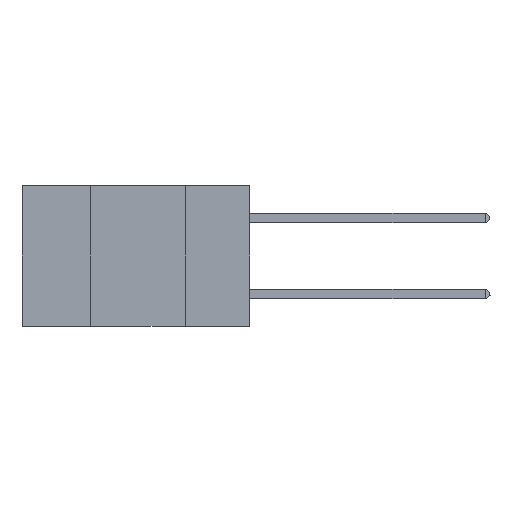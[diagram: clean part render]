
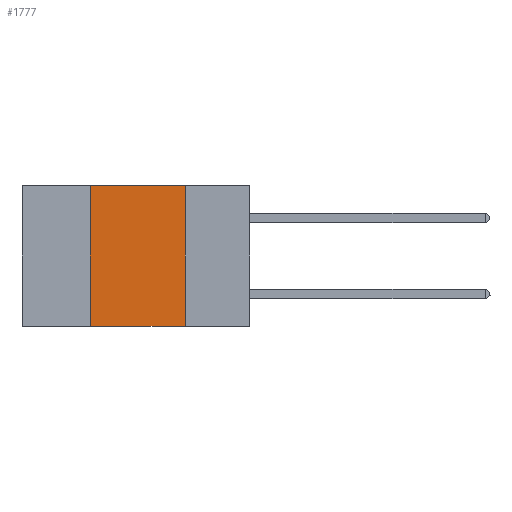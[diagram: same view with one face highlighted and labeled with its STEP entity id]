
A CAD part, left-side view. The second image highlights one B-rep face of the part: STEP entity #1777.
In plain terms, the highlighted planar face has unit normal (-1, 0, 0).
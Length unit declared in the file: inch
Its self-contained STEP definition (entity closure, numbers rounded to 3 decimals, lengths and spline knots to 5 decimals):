
#421 = CARTESIAN_POINT ( 'NONE',  ( 0., 0.17, -0.37 ) ) ;
#443 = VERTEX_POINT ( 'NONE', #11666 ) ;
#960 = LINE ( 'NONE', #9863, #5448 ) ;
#1173 = EDGE_CURVE ( 'NONE', #14201, #15991, #9968, .T. ) ;
#1465 = DIRECTION ( 'NONE',  ( 1., 0., 0. ) ) ;
#1777 = ADVANCED_FACE ( 'NONE', ( #13142 ), #8018, .F. ) ;
#3012 = CARTESIAN_POINT ( 'NONE',  ( 0., 0.42, 0. ) ) ;
#3395 = CARTESIAN_POINT ( 'NONE',  ( 0., 0.42, 0. ) ) ;
#3449 = ORIENTED_EDGE ( 'NONE', *, *, #10887, .F. ) ;
#4048 = EDGE_CURVE ( 'NONE', #14201, #12534, #10847, .T. ) ;
#4314 = DIRECTION ( 'NONE',  ( 0., -1., 0. ) ) ;
#5448 = VECTOR ( 'NONE', #7408, 39.37008 ) ;
#5519 = VECTOR ( 'NONE', #10028, 39.37008 ) ;
#6830 = DIRECTION ( 'NONE',  ( 0., 0., -1. ) ) ;
#7408 = DIRECTION ( 'NONE',  ( 0., 0., -1. ) ) ;
#7589 = VECTOR ( 'NONE', #4314, 39.37008 ) ;
#7962 = CARTESIAN_POINT ( 'NONE',  ( 0., 0.6, 0. ) ) ;
#8018 = PLANE ( 'NONE',  #13291 ) ;
#8527 = ORIENTED_EDGE ( 'NONE', *, *, #1173, .F. ) ;
#9863 = CARTESIAN_POINT ( 'NONE',  ( 0., 0.17, 0. ) ) ;
#9968 = LINE ( 'NONE', #3395, #5519 ) ;
#10028 = DIRECTION ( 'NONE',  ( 0., 0., 1. ) ) ;
#10068 = CARTESIAN_POINT ( 'NONE',  ( 0., 0.6, 0. ) ) ;
#10837 = LINE ( 'NONE', #10068, #14686 ) ;
#10847 = LINE ( 'NONE', #12052, #7589 ) ;
#10887 = EDGE_CURVE ( 'NONE', #443, #12534, #960, .T. ) ;
#11666 = CARTESIAN_POINT ( 'NONE',  ( 0., 0.17, 0. ) ) ;
#11731 = ORIENTED_EDGE ( 'NONE', *, *, #4048, .T. ) ;
#12052 = CARTESIAN_POINT ( 'NONE',  ( 0., 0.6, -0.37 ) ) ;
#12076 = EDGE_LOOP ( 'NONE', ( #3449, #14816, #8527, #11731 ) ) ;
#12534 = VERTEX_POINT ( 'NONE', #421 ) ;
#13142 = FACE_OUTER_BOUND ( 'NONE', #12076, .T. ) ;
#13291 = AXIS2_PLACEMENT_3D ( 'NONE', #7962, #1465, #6830 ) ;
#13474 = EDGE_CURVE ( 'NONE', #15991, #443, #10837, .T. ) ;
#13735 = DIRECTION ( 'NONE',  ( 0., -1., 0. ) ) ;
#14201 = VERTEX_POINT ( 'NONE', #16484 ) ;
#14686 = VECTOR ( 'NONE', #13735, 39.37008 ) ;
#14816 = ORIENTED_EDGE ( 'NONE', *, *, #13474, .F. ) ;
#15991 = VERTEX_POINT ( 'NONE', #3012 ) ;
#16484 = CARTESIAN_POINT ( 'NONE',  ( 0., 0.42, -0.37 ) ) ;
